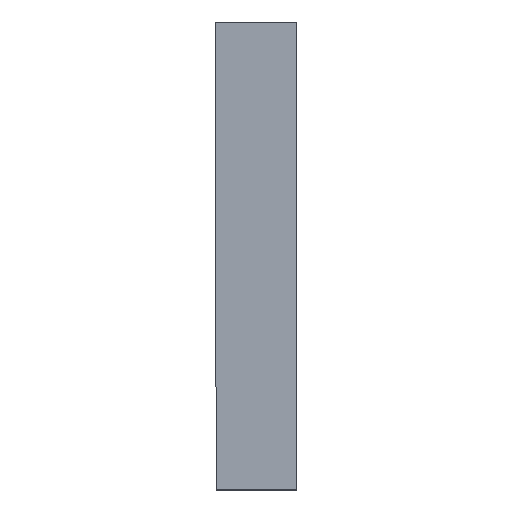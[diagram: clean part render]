
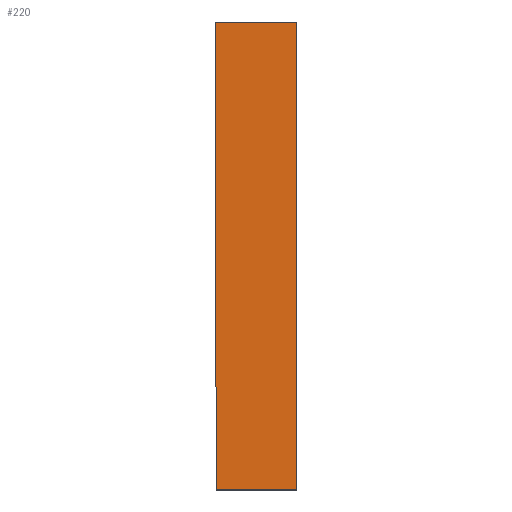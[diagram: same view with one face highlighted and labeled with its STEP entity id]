
A CAD part, top view. The second image highlights one B-rep face of the part: STEP entity #220.
In plain terms, the highlighted free-form (B-spline) face has degree [1, 1] with [2, 2] control points.
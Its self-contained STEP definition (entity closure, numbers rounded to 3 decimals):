
#7 = CARTESIAN_POINT ( 'NONE',  ( -29.575, 369.387, 0. ) ) ;
#12 = ORIENTED_EDGE ( 'NONE', *, *, #157, .T. ) ;
#13 = CARTESIAN_POINT ( 'NONE',  ( 0., 541.164, 0. ) ) ;
#25 = VERTEX_POINT ( 'NONE', #7 ) ;
#28 = CARTESIAN_POINT ( 'NONE',  ( -29.949, 541.164, 0. ) ) ;
#48 = CARTESIAN_POINT ( 'NONE',  ( -29.949, 541.164, 0. ) ) ;
#49 = CARTESIAN_POINT ( 'NONE',  ( 0., 541.164, 0. ) ) ;
#50 = CARTESIAN_POINT ( 'NONE',  ( 0., 541.164, 0. ) ) ;
#63 = CARTESIAN_POINT ( 'NONE',  ( 0., 369.387, 0. ) ) ;
#77 = VERTEX_POINT ( 'NONE', #63 ) ;
#78 = ORIENTED_EDGE ( 'NONE', *, *, #93, .F. ) ;
#84 = B_SPLINE_CURVE_WITH_KNOTS ( 'NONE', 1,
 ( #50, #143 ),
 .UNSPECIFIED., .F., .F.,
 ( 2, 2 ),
 ( 0., 1. ),
 .UNSPECIFIED. ) ;
#85 = CARTESIAN_POINT ( 'NONE',  ( 0., 541.164, 0. ) ) ;
#93 = EDGE_CURVE ( 'NONE', #126, #77, #84, .T. ) ;
#95 = ORIENTED_EDGE ( 'NONE', *, *, #150, .F. ) ;
#96 = CARTESIAN_POINT ( 'NONE',  ( -29.825, 483.905, 0. ) ) ;
#107 = EDGE_LOOP ( 'NONE', ( #12, #199, #78, #95 ) ) ;
#113 = CARTESIAN_POINT ( 'NONE',  ( -29.575, 369.387, 0. ) ) ;
#116 = B_SPLINE_SURFACE_WITH_KNOTS ( 'NONE', 1, 1, ( 
 ( #147, #203 ),
 ( #127, #49 ) ),
 .UNSPECIFIED., .F., .F., .F.,
 ( 2, 2 ),
 ( 2, 2 ),
 ( 0., 1. ),
 ( 0., 1. ),
 .UNSPECIFIED. ) ;
#126 = VERTEX_POINT ( 'NONE', #13 ) ;
#127 = CARTESIAN_POINT ( 'NONE',  ( 0., 369.387, 0. ) ) ;
#132 = CARTESIAN_POINT ( 'NONE',  ( -29.575, 369.387, 0. ) ) ;
#143 = CARTESIAN_POINT ( 'NONE',  ( 0., 369.387, 0. ) ) ;
#145 = CARTESIAN_POINT ( 'NONE',  ( -29.949, 541.164, 0. ) ) ;
#147 = CARTESIAN_POINT ( 'NONE',  ( -30.129, 369.387, 0. ) ) ;
#150 = EDGE_CURVE ( 'NONE', #180, #126, #197, .T. ) ;
#154 = B_SPLINE_CURVE_WITH_KNOTS ( 'NONE', 3,
 ( #48, #96, #224, #132 ),
 .UNSPECIFIED., .F., .F.,
 ( 4, 4 ),
 ( 0., 1. ),
 .UNSPECIFIED. ) ;
#157 = EDGE_CURVE ( 'NONE', #180, #25, #154, .T. ) ;
#178 = EDGE_CURVE ( 'NONE', #77, #25, #206, .T. ) ;
#180 = VERTEX_POINT ( 'NONE', #145 ) ;
#186 = FACE_OUTER_BOUND ( 'NONE', #107, .T. ) ;
#197 = B_SPLINE_CURVE_WITH_KNOTS ( 'NONE', 1,
 ( #28, #85 ),
 .UNSPECIFIED., .F., .F.,
 ( 2, 2 ),
 ( 0., 1. ),
 .UNSPECIFIED. ) ;
#199 = ORIENTED_EDGE ( 'NONE', *, *, #178, .F. ) ;
#203 = CARTESIAN_POINT ( 'NONE',  ( -30.129, 541.164, 0. ) ) ;
#206 = B_SPLINE_CURVE_WITH_KNOTS ( 'NONE', 1,
 ( #223, #113 ),
 .UNSPECIFIED., .F., .F.,
 ( 2, 2 ),
 ( 0., 1. ),
 .UNSPECIFIED. ) ;
#220 = ADVANCED_FACE ( 'NONE', ( #186 ), #116, .T. ) ;
#223 = CARTESIAN_POINT ( 'NONE',  ( 0., 369.387, 0. ) ) ;
#224 = CARTESIAN_POINT ( 'NONE',  ( -29.7, 426.646, 0. ) ) ;
